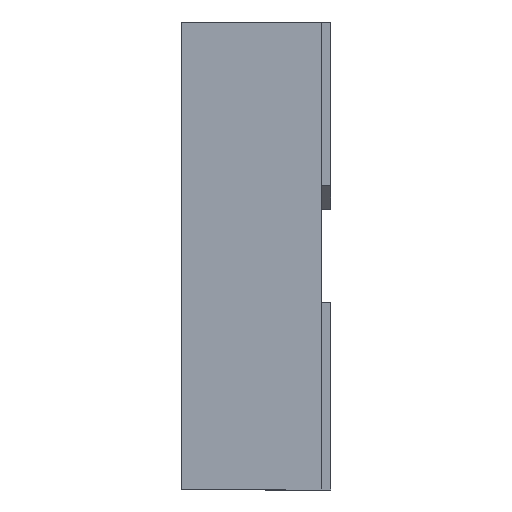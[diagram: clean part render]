
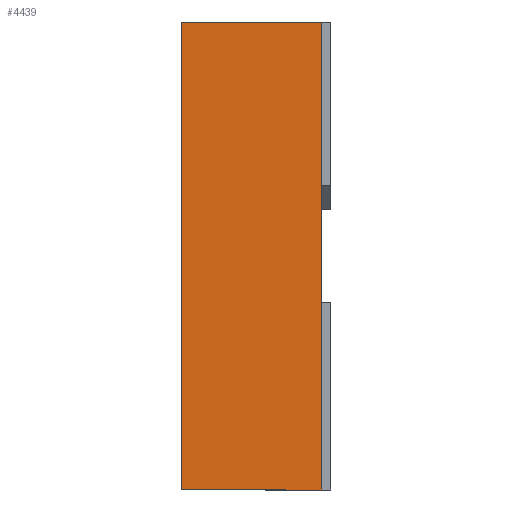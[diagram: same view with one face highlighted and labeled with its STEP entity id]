
A CAD part, left-side view. The second image highlights one B-rep face of the part: STEP entity #4439.
In plain terms, the highlighted planar face has unit normal (-1, 0, 0).
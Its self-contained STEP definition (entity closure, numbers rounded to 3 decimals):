
#205 = ORIENTED_EDGE ( 'NONE', *, *, #636, .T. ) ;
#630 = DIRECTION ( 'NONE',  ( -1., 0., 0. ) ) ;
#636 = EDGE_CURVE ( 'NONE', #3593, #830, #734, .T. ) ;
#734 = LINE ( 'NONE', #2789, #5408 ) ;
#830 = VERTEX_POINT ( 'NONE', #5254 ) ;
#892 = ORIENTED_EDGE ( 'NONE', *, *, #2319, .T. ) ;
#1175 = CARTESIAN_POINT ( 'NONE',  ( -3.25, 0.05, -1.25 ) ) ;
#1414 = VECTOR ( 'NONE', #3349, 1000. ) ;
#1482 = AXIS2_PLACEMENT_3D ( 'NONE', #3316, #630, #3782 ) ;
#1524 = PLANE ( 'NONE',  #1482 ) ;
#1852 = LINE ( 'NONE', #5624, #1414 ) ;
#2129 = EDGE_CURVE ( 'NONE', #4538, #3593, #2601, .T. ) ;
#2319 = EDGE_CURVE ( 'NONE', #2395, #4538, #5374, .T. ) ;
#2388 = CARTESIAN_POINT ( 'NONE',  ( -3.25, 0.05, 1.25 ) ) ;
#2395 = VERTEX_POINT ( 'NONE', #4652 ) ;
#2601 = LINE ( 'NONE', #5278, #4882 ) ;
#2789 = CARTESIAN_POINT ( 'NONE',  ( -3.25, -6.964, 1.25 ) ) ;
#2922 = DIRECTION ( 'NONE',  ( 0., 1., 0. ) ) ;
#3100 = VECTOR ( 'NONE', #5208, 1000. ) ;
#3316 = CARTESIAN_POINT ( 'NONE',  ( -3.25, -6.964, -1.25 ) ) ;
#3349 = DIRECTION ( 'NONE',  ( 0., 0., -1. ) ) ;
#3593 = VERTEX_POINT ( 'NONE', #2388 ) ;
#3704 = ORIENTED_EDGE ( 'NONE', *, *, #5787, .T. ) ;
#3782 = DIRECTION ( 'NONE',  ( 0., 0., 1. ) ) ;
#3805 = ORIENTED_EDGE ( 'NONE', *, *, #2129, .T. ) ;
#4439 = ADVANCED_FACE ( 'NONE', ( #5180 ), #1524, .T. ) ;
#4538 = VERTEX_POINT ( 'NONE', #1175 ) ;
#4652 = CARTESIAN_POINT ( 'NONE',  ( -3.25, 0.8, -1.25 ) ) ;
#4882 = VECTOR ( 'NONE', #5857, 1000. ) ;
#4997 = EDGE_LOOP ( 'NONE', ( #3704, #892, #3805, #205 ) ) ;
#5106 = CARTESIAN_POINT ( 'NONE',  ( -3.25, -6.964, -1.25 ) ) ;
#5180 = FACE_OUTER_BOUND ( 'NONE', #4997, .T. ) ;
#5208 = DIRECTION ( 'NONE',  ( 0., -1., 0. ) ) ;
#5254 = CARTESIAN_POINT ( 'NONE',  ( -3.25, 0.8, 1.25 ) ) ;
#5278 = CARTESIAN_POINT ( 'NONE',  ( -3.25, 0.05, -1.25 ) ) ;
#5374 = LINE ( 'NONE', #5106, #3100 ) ;
#5408 = VECTOR ( 'NONE', #2922, 1000. ) ;
#5624 = CARTESIAN_POINT ( 'NONE',  ( -3.25, 0.8, 0. ) ) ;
#5787 = EDGE_CURVE ( 'NONE', #830, #2395, #1852, .T. ) ;
#5857 = DIRECTION ( 'NONE',  ( 0., 0., 1. ) ) ;
